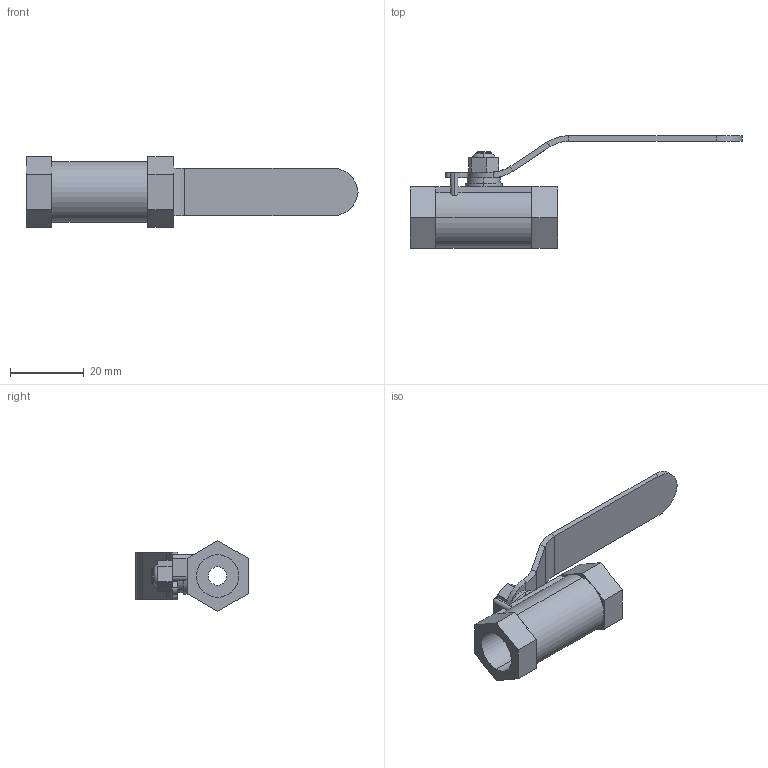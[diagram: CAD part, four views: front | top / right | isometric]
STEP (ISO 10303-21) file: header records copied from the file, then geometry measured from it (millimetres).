
FILE_DESCRIPTION (( 'STEP AP214' ), '1' );
FILE_NAME ('SCBV-Q601-16FA-08(G1x4).step', '2025-11-03T06:56:02', ( 'KTP' ), ( '' ), 'SwSTEP 2.0', 'SolidWorks 2021', '' );
FILE_SCHEMA (( 'AUTOMOTIVE_DESIGN' ));
Length unit declared in the file: millimetre
Products named in the file (1): SCBV-Q601-16FA-08(G1x4)
Bounding box: 89.98 x 30.49 x 19.17 mm (x, y, z)
Volume: 8588.5 mm3; surface area: 6126.1 mm2
Topology: 1 solids, 1 shells, 89 faces, 217 edges, 134 vertices
Faces by surface type: plane 56, cylinder 29, cone 2, torus 2
Entity records: 2709 total; most frequent: CARTESIAN_POINT 476, DIRECTION 462, ORIENTED_EDGE 434, EDGE_CURVE 217, AXIS2_PLACEMENT_3D 162, LINE 138, VECTOR 138, VERTEX_POINT 134
